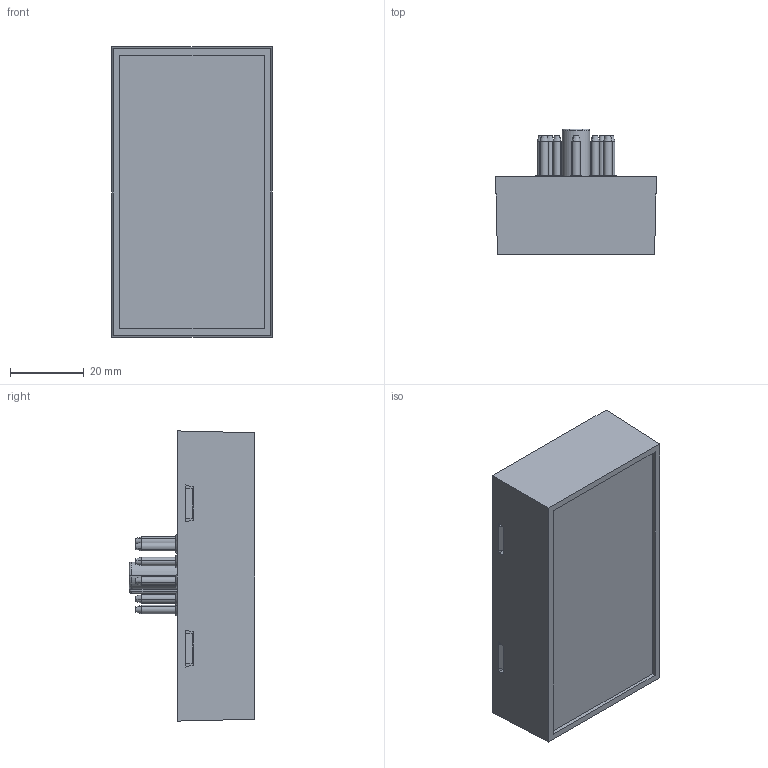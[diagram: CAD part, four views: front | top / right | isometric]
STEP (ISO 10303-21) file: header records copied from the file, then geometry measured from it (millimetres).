
FILE_DESCRIPTION (( 'STEP AP214' ), '1' );
FILE_NAME ('TPCS-43-04.STEP', '2022-01-17T12:50:03', ( '' ), ( '' ), 'SwSTEP 2.0', 'SolidWorks 2017', '' );
FILE_SCHEMA (( 'AUTOMOTIVE_DESIGN' ));
Length unit declared in the file: millimetre
Products named in the file (20): Pin; Top Cover-TTPS-43; BasePlate-11Pins; TPCS-43-04; Baseplate-11pins-TBP-43-11; BasePCB11Pins-TPP-43-1
Assembly tree (15 placements, depth 3):
  Pin
  Top Cover-TTPS-43
  Pin
  BasePlate-11Pins
  Pin
Bounding box: 43.5 x 34 x 78.5 mm (x, y, z)
Volume: 28406.6 mm3; surface area: 33352.7 mm2
Topology: 14 solids, 14 shells, 355 faces, 766 edges, 492 vertices
Faces by surface type: cylinder 168, plane 138, cone 44, torus 3, sphere 2
Entity records: 6001 total; most frequent: DIRECTION 1033, CARTESIAN_POINT 959, ORIENTED_EDGE 888, EDGE_CURVE 444, AXIS2_PLACEMENT_3D 388, VERTEX_POINT 292, EDGE_LOOP 262, LINE 257
